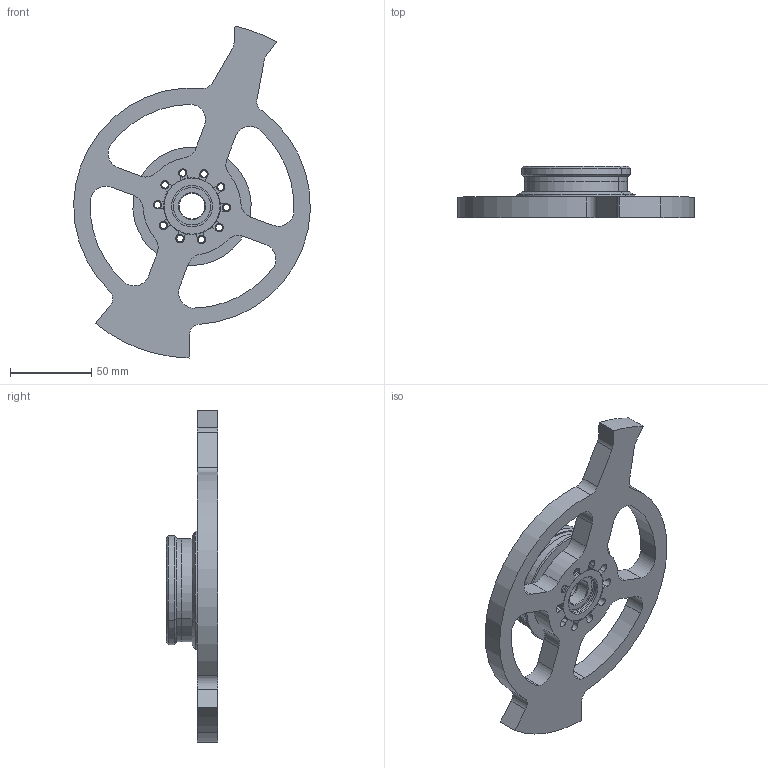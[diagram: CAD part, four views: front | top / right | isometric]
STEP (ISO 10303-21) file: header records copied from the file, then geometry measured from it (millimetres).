
FILE_DESCRIPTION (( 'STEP AP214' ), '1' );
FILE_NAME ('Buzz Kill Weapon.STEP', '2023-06-22T17:44:02', ( '' ), ( '' ), 'SwSTEP 2.0', 'SolidWorks 2021', '' );
FILE_SCHEMA (( 'AUTOMOTIVE_DESIGN' ));
Length unit declared in the file: inch
Products named in the file (6): Buzz Kill Weapon v2; Buzz Kill Weapon; V-belt Weapon Pully; 60355K705_Ball Bearing_60355K705; Weapon Retaining Spacer; Internal Weapon Spacer
Assembly tree (8 placements, depth 2):
  Buzz Kill Weapon
    60355K705_Ball Bearing_60355K705  x2
    Buzz Kill Weapon v2
    Internal Weapon Spacer
    V-belt Weapon Pully
    Weapon Retaining Spacer  x3
Bounding box: 145.99 x 31.75 x 204.82 mm (x, y, z)
Volume: 198595.8 mm3; surface area: 85540.1 mm2
Topology: 37 solids, 37 shells, 386 faces, 1034 edges, 682 vertices
Faces by surface type: cylinder 244, plane 68, sphere 40, cone 22, torus 12
Entity records: 10856 total; most frequent: DIRECTION 1926, CARTESIAN_POINT 1665, ORIENTED_EDGE 1612, EDGE_CURVE 806, AXIS2_PLACEMENT_3D 797, VERTEX_POINT 536, CIRCLE 474, EDGE_LOOP 422
